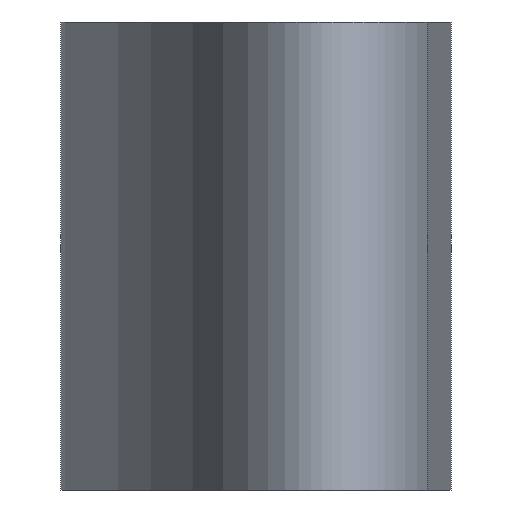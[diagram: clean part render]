
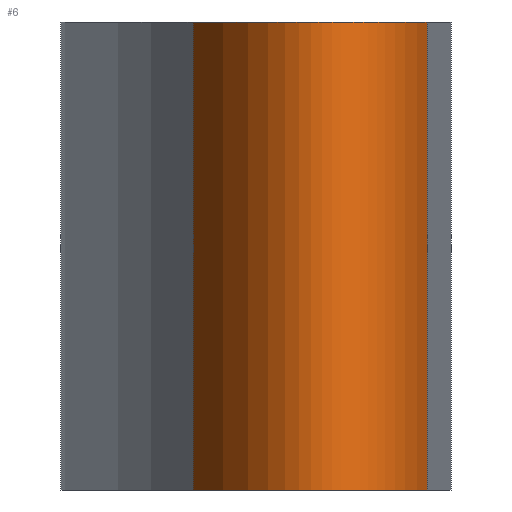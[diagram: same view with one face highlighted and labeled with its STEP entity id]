
A CAD part, left-side view. The second image highlights one B-rep face of the part: STEP entity #6.
In plain terms, the highlighted free-form (B-spline) face has degree [3, 1] with [4, 2] control points.
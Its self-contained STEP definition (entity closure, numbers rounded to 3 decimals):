
#6 = ADVANCED_FACE ( 'NONE', ( #82 ), #41, .T. ) ;
#7 = VERTEX_POINT ( 'NONE', #154 ) ;
#11 = ORIENTED_EDGE ( 'NONE', *, *, #219, .F. ) ;
#13 = CARTESIAN_POINT ( 'NONE',  ( 0.006, -17.225, 0. ) ) ;
#19 = B_SPLINE_CURVE_WITH_KNOTS ( 'NONE', 3,
 ( #52, #157, #177, #51 ),
 .UNSPECIFIED., .F., .F.,
 ( 4, 4 ),
 ( 0., 1. ),
 .UNSPECIFIED. ) ;
#24 = CARTESIAN_POINT ( 'NONE',  ( -0.003, 8.839, 0. ) ) ;
#28 = ORIENTED_EDGE ( 'NONE', *, *, #93, .T. ) ;
#41 = B_SPLINE_SURFACE_WITH_KNOTS ( 'NONE', 3, 1, ( 
 ( #171, #230 ),
 ( #24, #118 ),
 ( #13, #101 ),
 ( #185, #66 ) ),
 .UNSPECIFIED., .F., .F., .F.,
 ( 4, 4 ),
 ( 2, 2 ),
 ( 0., 0.319 ),
 ( 0., 1. ),
 .UNSPECIFIED. ) ;
#51 = CARTESIAN_POINT ( 'NONE',  ( 40.009, -24.986, 0. ) ) ;
#52 = CARTESIAN_POINT ( 'NONE',  ( 39.991, 25.014, 0. ) ) ;
#61 = LINE ( 'NONE', #133, #88 ) ;
#66 = CARTESIAN_POINT ( 'NONE',  ( 40.009, -24.986, 100. ) ) ;
#67 = CARTESIAN_POINT ( 'NONE',  ( 40.009, -24.986, 100. ) ) ;
#69 = EDGE_CURVE ( 'NONE', #207, #156, #189, .T. ) ;
#78 = B_SPLINE_CURVE_WITH_KNOTS ( 'NONE', 3,
 ( #143, #122, #215, #234 ),
 .UNSPECIFIED., .F., .F.,
 ( 4, 4 ),
 ( 0., 1. ),
 .UNSPECIFIED. ) ;
#81 = DIRECTION ( 'NONE',  ( 0., 0., 1. ) ) ;
#82 = FACE_OUTER_BOUND ( 'NONE', #132, .T. ) ;
#88 = VECTOR ( 'NONE', #90, 100. ) ;
#90 = DIRECTION ( 'NONE',  ( 0., 0., 1. ) ) ;
#93 = EDGE_CURVE ( 'NONE', #7, #187, #61, .T. ) ;
#96 = CARTESIAN_POINT ( 'NONE',  ( 39.991, 25.014, 0. ) ) ;
#101 = CARTESIAN_POINT ( 'NONE',  ( 0.006, -17.225, 100. ) ) ;
#103 = ORIENTED_EDGE ( 'NONE', *, *, #69, .F. ) ;
#118 = CARTESIAN_POINT ( 'NONE',  ( -0.003, 8.839, 100. ) ) ;
#122 = CARTESIAN_POINT ( 'NONE',  ( -0.003, 8.839, 100. ) ) ;
#127 = CARTESIAN_POINT ( 'NONE',  ( 39.991, 25.014, 0. ) ) ;
#132 = EDGE_LOOP ( 'NONE', ( #11, #103, #198, #28 ) ) ;
#133 = CARTESIAN_POINT ( 'NONE',  ( 40.009, -24.986, 0. ) ) ;
#134 = EDGE_CURVE ( 'NONE', #207, #7, #19, .T. ) ;
#143 = CARTESIAN_POINT ( 'NONE',  ( 39.991, 25.014, 100. ) ) ;
#154 = CARTESIAN_POINT ( 'NONE',  ( 40.009, -24.986, 0. ) ) ;
#156 = VERTEX_POINT ( 'NONE', #162 ) ;
#157 = CARTESIAN_POINT ( 'NONE',  ( -0.003, 8.839, 0. ) ) ;
#162 = CARTESIAN_POINT ( 'NONE',  ( 39.991, 25.014, 100. ) ) ;
#171 = CARTESIAN_POINT ( 'NONE',  ( 39.991, 25.014, 0. ) ) ;
#175 = VECTOR ( 'NONE', #81, 100. ) ;
#177 = CARTESIAN_POINT ( 'NONE',  ( 0.006, -17.225, 0. ) ) ;
#185 = CARTESIAN_POINT ( 'NONE',  ( 40.009, -24.986, 0. ) ) ;
#187 = VERTEX_POINT ( 'NONE', #67 ) ;
#189 = LINE ( 'NONE', #96, #175 ) ;
#198 = ORIENTED_EDGE ( 'NONE', *, *, #134, .T. ) ;
#207 = VERTEX_POINT ( 'NONE', #127 ) ;
#215 = CARTESIAN_POINT ( 'NONE',  ( 0.006, -17.225, 100. ) ) ;
#219 = EDGE_CURVE ( 'NONE', #156, #187, #78, .T. ) ;
#230 = CARTESIAN_POINT ( 'NONE',  ( 39.991, 25.014, 100. ) ) ;
#234 = CARTESIAN_POINT ( 'NONE',  ( 40.009, -24.986, 100. ) ) ;
